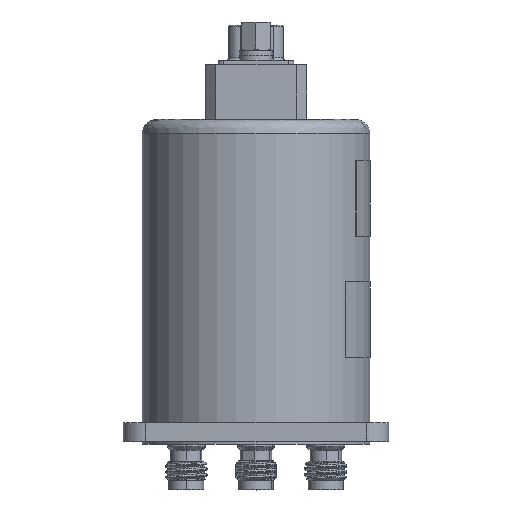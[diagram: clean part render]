
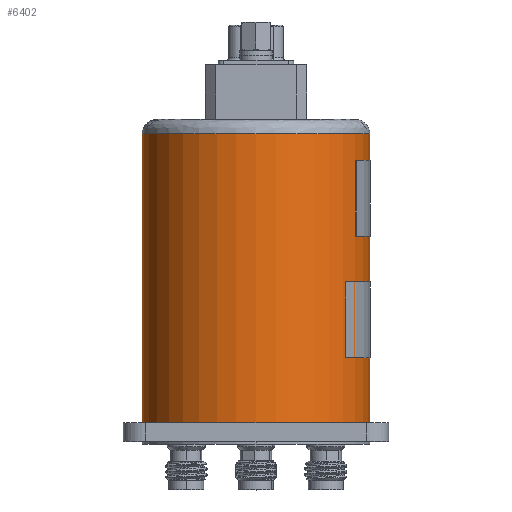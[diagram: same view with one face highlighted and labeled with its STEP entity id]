
A CAD part, top view. The second image highlights one B-rep face of the part: STEP entity #6402.
In plain terms, the highlighted cylindrical face has radius 19.05 mm (diameter 38.1 mm), a partial arc.
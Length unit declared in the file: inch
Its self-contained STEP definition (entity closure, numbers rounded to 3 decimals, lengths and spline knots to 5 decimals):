
#1179 = VERTEX_POINT ( 'NONE', #19677 ) ;
#1328 = DIRECTION ( 'NONE',  ( 0., -1., 0. ) ) ;
#1688 = LINE ( 'NONE', #14926, #6782 ) ;
#2366 = EDGE_CURVE ( 'NONE', #1179, #8353, #22916, .T. ) ;
#2506 = AXIS2_PLACEMENT_3D ( 'NONE', #12636, #1328, #21979 ) ;
#2526 = DIRECTION ( 'NONE',  ( 0., -1., 0. ) ) ;
#2835 = DIRECTION ( 'NONE',  ( 0., -1., 0. ) ) ;
#4914 = CARTESIAN_POINT ( 'NONE',  ( 0., 2.28, 0. ) ) ;
#5272 = ORIENTED_EDGE ( 'NONE', *, *, #16436, .T. ) ;
#6402 = ADVANCED_FACE ( 'NONE', ( #7288 ), #19438, .T. ) ;
#6782 = VECTOR ( 'NONE', #21429, 39.37008 ) ;
#6795 = AXIS2_PLACEMENT_3D ( 'NONE', #22729, #13819, #9636 ) ;
#6857 = EDGE_LOOP ( 'NONE', ( #28137, #5272, #8823, #28662 ) ) ;
#7288 = FACE_OUTER_BOUND ( 'NONE', #6857, .T. ) ;
#7693 = VECTOR ( 'NONE', #2835, 39.37008 ) ;
#8353 = VERTEX_POINT ( 'NONE', #22954 ) ;
#8823 = ORIENTED_EDGE ( 'NONE', *, *, #28074, .T. ) ;
#9636 = DIRECTION ( 'NONE',  ( 0., 0., -1. ) ) ;
#12636 = CARTESIAN_POINT ( 'NONE',  ( 0., 2.186, 0. ) ) ;
#13819 = DIRECTION ( 'NONE',  ( 0., 1., 0. ) ) ;
#13987 = VERTEX_POINT ( 'NONE', #24365 ) ;
#14464 = CARTESIAN_POINT ( 'NONE',  ( 0., 0.28, -0.75 ) ) ;
#14926 = CARTESIAN_POINT ( 'NONE',  ( 0., 2.28, -0.75 ) ) ;
#15813 = CIRCLE ( 'NONE', #6795, 0.75 ) ;
#16436 = EDGE_CURVE ( 'NONE', #1179, #13987, #20576, .T. ) ;
#18441 = DIRECTION ( 'NONE',  ( 0., 0., -1. ) ) ;
#19438 = CYLINDRICAL_SURFACE ( 'NONE', #24346, 0.75 ) ;
#19677 = CARTESIAN_POINT ( 'NONE',  ( 0., 2.186, 0.75 ) ) ;
#19679 = EDGE_CURVE ( 'NONE', #24700, #8353, #15813, .T. ) ;
#20576 = CIRCLE ( 'NONE', #2506, 0.75 ) ;
#21429 = DIRECTION ( 'NONE',  ( 0., -1., 0. ) ) ;
#21979 = DIRECTION ( 'NONE',  ( 0., 0., -1. ) ) ;
#22729 = CARTESIAN_POINT ( 'NONE',  ( 0., 0.28, 0. ) ) ;
#22916 = LINE ( 'NONE', #27566, #7693 ) ;
#22954 = CARTESIAN_POINT ( 'NONE',  ( 0., 0.28, 0.75 ) ) ;
#24346 = AXIS2_PLACEMENT_3D ( 'NONE', #4914, #2526, #18441 ) ;
#24365 = CARTESIAN_POINT ( 'NONE',  ( 0., 2.186, -0.75 ) ) ;
#24700 = VERTEX_POINT ( 'NONE', #14464 ) ;
#27566 = CARTESIAN_POINT ( 'NONE',  ( 0., 2.28, 0.75 ) ) ;
#28074 = EDGE_CURVE ( 'NONE', #13987, #24700, #1688, .T. ) ;
#28137 = ORIENTED_EDGE ( 'NONE', *, *, #2366, .F. ) ;
#28662 = ORIENTED_EDGE ( 'NONE', *, *, #19679, .T. ) ;
